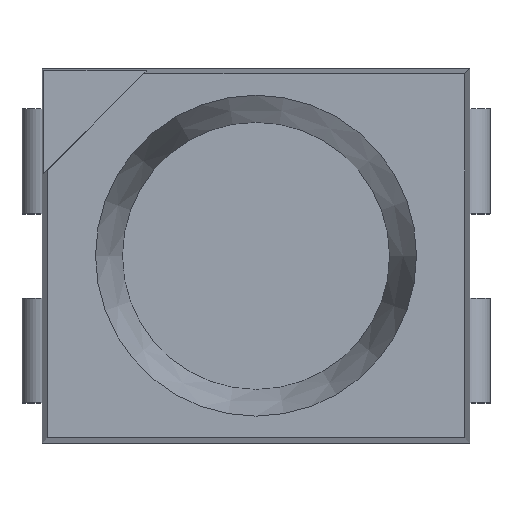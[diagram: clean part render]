
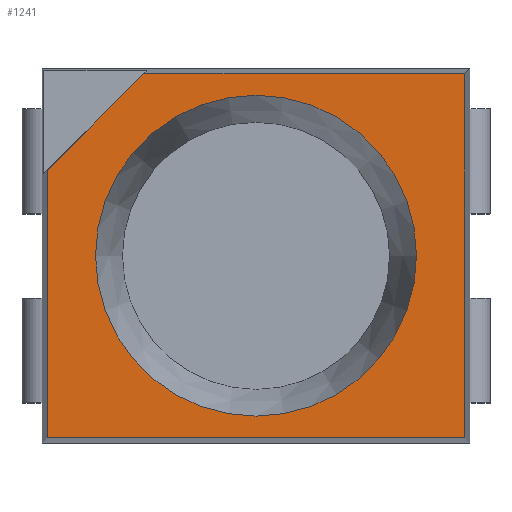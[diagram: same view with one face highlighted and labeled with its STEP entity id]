
A CAD part, top view. The second image highlights one B-rep face of the part: STEP entity #1241.
In plain terms, the highlighted planar face has unit normal (0, 0, 1).
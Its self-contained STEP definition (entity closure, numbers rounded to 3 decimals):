
#36=FACE_BOUND('',#199,.T.);
#87=CIRCLE('',#1378,1.2);
#131=FACE_OUTER_BOUND('',#198,.T.);
#198=EDGE_LOOP('',(#958,#959,#960,#961,#962));
#199=EDGE_LOOP('',(#963));
#296=LINE('',#1956,#438);
#297=LINE('',#1958,#439);
#298=LINE('',#1960,#440);
#299=LINE('',#1962,#441);
#300=LINE('',#1963,#442);
#438=VECTOR('',#1593,1000.);
#439=VECTOR('',#1594,1000.);
#440=VECTOR('',#1595,1000.);
#441=VECTOR('',#1596,1000.);
#442=VECTOR('',#1597,1000.);
#572=VERTEX_POINT('',#1954);
#573=VERTEX_POINT('',#1955);
#574=VERTEX_POINT('',#1957);
#575=VERTEX_POINT('',#1959);
#576=VERTEX_POINT('',#1961);
#577=VERTEX_POINT('',#1964);
#712=EDGE_CURVE('',#572,#573,#296,.F.);
#713=EDGE_CURVE('',#573,#574,#297,.T.);
#714=EDGE_CURVE('',#574,#575,#298,.F.);
#715=EDGE_CURVE('',#575,#576,#299,.F.);
#716=EDGE_CURVE('',#576,#572,#300,.F.);
#717=EDGE_CURVE('',#577,#577,#87,.T.);
#958=ORIENTED_EDGE('',*,*,#712,.T.);
#959=ORIENTED_EDGE('',*,*,#713,.T.);
#960=ORIENTED_EDGE('',*,*,#714,.T.);
#961=ORIENTED_EDGE('',*,*,#715,.T.);
#962=ORIENTED_EDGE('',*,*,#716,.T.);
#963=ORIENTED_EDGE('',*,*,#717,.T.);
#1182=PLANE('',#1377);
#1241=ADVANCED_FACE('',(#131,#36),#1182,.T.);
#1377=AXIS2_PLACEMENT_3D('',#1953,#1591,#1592);
#1378=AXIS2_PLACEMENT_3D('',#1965,#1598,#1599);
#1591=DIRECTION('center_axis',(0.,0.,1.));
#1592=DIRECTION('ref_axis',(1.,0.,0.));
#1593=DIRECTION('',(1.,0.,0.));
#1594=DIRECTION('',(-0.707,-0.707,0.));
#1595=DIRECTION('',(0.,1.,0.));
#1596=DIRECTION('',(-1.,0.,0.));
#1597=DIRECTION('',(0.,-1.,0.));
#1598=DIRECTION('center_axis',(0.,0.,-1.));
#1599=DIRECTION('ref_axis',(-1.,0.,0.));
#1953=CARTESIAN_POINT('Origin',(-1.6,-1.4,1.9));
#1954=CARTESIAN_POINT('',(1.561,1.361,1.9));
#1955=CARTESIAN_POINT('',(-0.839,1.361,1.9));
#1956=CARTESIAN_POINT('',(0.,1.361,1.9));
#1957=CARTESIAN_POINT('',(-1.561,0.639,1.9));
#1958=CARTESIAN_POINT('',(-0.8,1.4,1.9));
#1959=CARTESIAN_POINT('',(-1.561,-1.361,1.9));
#1960=CARTESIAN_POINT('',(-1.561,0.,1.9));
#1961=CARTESIAN_POINT('',(1.561,-1.361,1.9));
#1962=CARTESIAN_POINT('',(0.,-1.361,1.9));
#1963=CARTESIAN_POINT('',(1.561,0.,1.9));
#1964=CARTESIAN_POINT('',(-1.2,0.,1.9));
#1965=CARTESIAN_POINT('Origin',(0.,0.,1.9));
